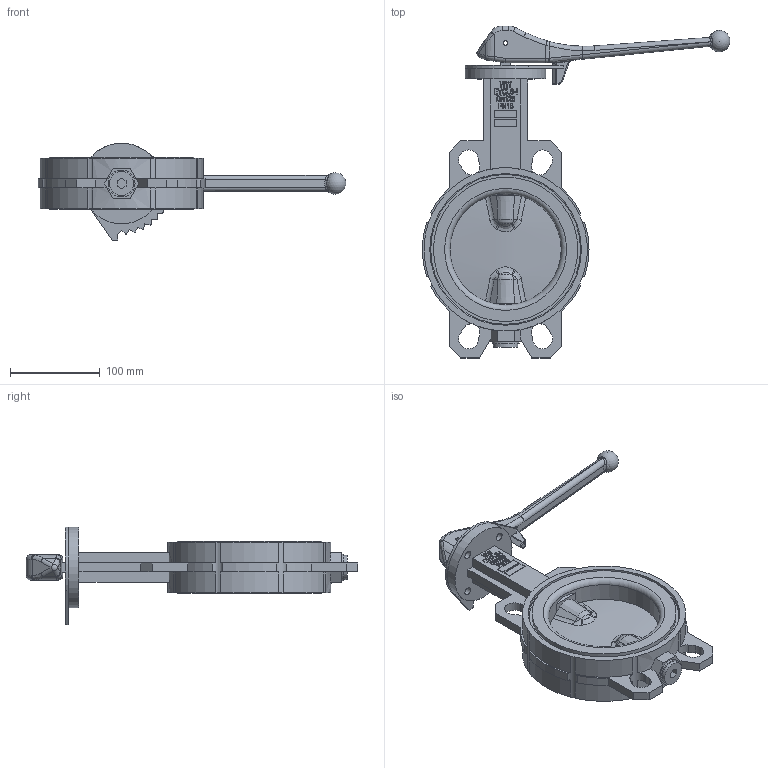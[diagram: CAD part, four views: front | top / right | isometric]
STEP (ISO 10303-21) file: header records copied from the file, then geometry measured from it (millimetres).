
FILE_DESCRIPTION(/* description */ ('STEP AP214'),/* implementation_level */ '2;1');
FILE_NAME(/* name */ '2311bs125_stp_1.step',/* time_stamp */ '2025-10-23T13:13:01+02:00',/* author */ (''),/* organization */ (''),/* preprocessor_version */ 'ST-DEVELOPER v20.1',/* originating_system */ 'Autodesk Translation Framework v14.17.0.0',/* authorisation */ '');
FILE_SCHEMA (('AUTOMOTIVE_DESIGN { 1 0 10303 214 3 1 1 }'));
Length unit declared in the file: millimetre
Products named in the file (2): EVCLS-i DN125 PN16 F07-L12; EV-SERIES LEVER L2
Assembly tree (1 placements, depth 2):
  EVCLS-i DN125 PN16 F07-L12
    EV-SERIES LEVER L2
Bounding box: 342.91 x 370 x 109 mm (x, y, z)
Volume: 1314149.9 mm3; surface area: 199342.3 mm2
Topology: 2 solids, 3 shells, 638 faces, 1683 edges, 1066 vertices
Faces by surface type: plane 312, bspline 144, cylinder 127, torus 36, cone 13, sphere 6
Full cylindrical faces by diameter (mm): 5 x2, 9 x4, 16 x2, 18 x2, 27 x1, 30 x1, 55 x1, 90 x1, 124 x1, 161 x2, 169 x2
Entity records: 28338 total; most frequent: CARTESIAN_POINT 12706, ORIENTED_EDGE 3338, DIRECTION 2811, EDGE_CURVE 1669, VERTEX_POINT 1066, LINE 945, VECTOR 945, AXIS2_PLACEMENT_3D 933
